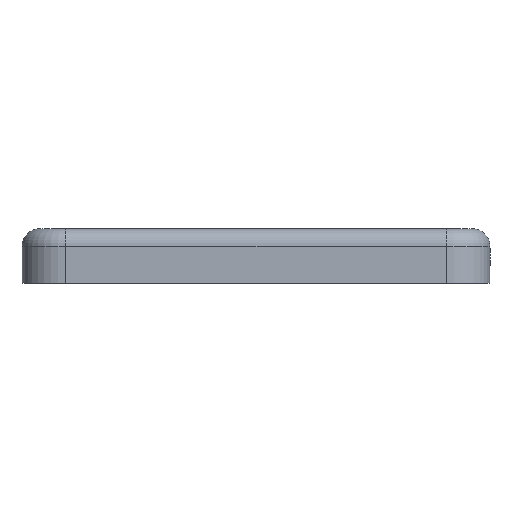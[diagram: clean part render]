
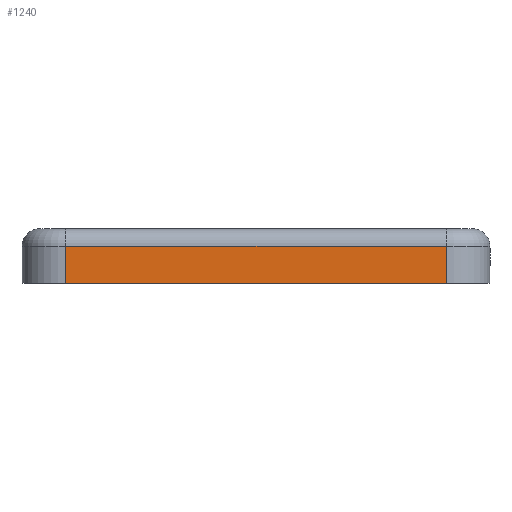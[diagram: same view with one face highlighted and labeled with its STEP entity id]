
A CAD part, left-side view. The second image highlights one B-rep face of the part: STEP entity #1240.
In plain terms, the highlighted face is planar.
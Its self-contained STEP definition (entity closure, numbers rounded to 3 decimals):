
#35=PLANE('',#1372);
#89=LINE('',#2064,#177);
#90=LINE('',#2067,#178);
#91=LINE('',#2069,#179);
#92=LINE('',#2071,#180);
#177=VECTOR('',#1639,1000.);
#178=VECTOR('',#1640,1000.);
#179=VECTOR('',#1641,1000.);
#180=VECTOR('',#1642,1000.);
#323=ORIENTED_EDGE('',*,*,#671,.T.);
#324=ORIENTED_EDGE('',*,*,#672,.F.);
#325=ORIENTED_EDGE('',*,*,#673,.F.);
#326=ORIENTED_EDGE('',*,*,#674,.T.);
#671=EDGE_CURVE('',#841,#842,#89,.T.);
#672=EDGE_CURVE('',#843,#842,#90,.T.);
#673=EDGE_CURVE('',#844,#843,#91,.T.);
#674=EDGE_CURVE('',#844,#841,#92,.T.);
#841=VERTEX_POINT('',#2065);
#842=VERTEX_POINT('',#2066);
#843=VERTEX_POINT('',#2068);
#844=VERTEX_POINT('',#2070);
#1003=EDGE_LOOP('',(#323,#324,#325,#326));
#1103=FACE_BOUND('',#1003,.T.);
#1240=ADVANCED_FACE('',(#1103),#35,.T.);
#1372=AXIS2_PLACEMENT_3D('',#2063,#1637,#1638);
#1637=DIRECTION('',(0.,0.,-1.));
#1638=DIRECTION('',(-1.,0.,0.));
#1639=DIRECTION('',(-1.,0.,0.));
#1640=DIRECTION('',(0.,-1.,0.));
#1641=DIRECTION('',(-1.,0.,0.));
#1642=DIRECTION('',(0.,-1.,0.));
#2063=CARTESIAN_POINT('',(8.75,0.,-20.45));
#2064=CARTESIAN_POINT('',(8.75,-2.5,-20.45));
#2065=CARTESIAN_POINT('',(8.75,-2.5,-20.45));
#2066=CARTESIAN_POINT('',(-8.75,-2.5,-20.45));
#2067=CARTESIAN_POINT('',(-8.75,0.,-20.45));
#2068=CARTESIAN_POINT('',(-8.75,-0.8,-20.45));
#2069=CARTESIAN_POINT('',(8.75,-0.8,-20.45));
#2070=CARTESIAN_POINT('',(8.75,-0.8,-20.45));
#2071=CARTESIAN_POINT('',(8.75,0.,-20.45));
